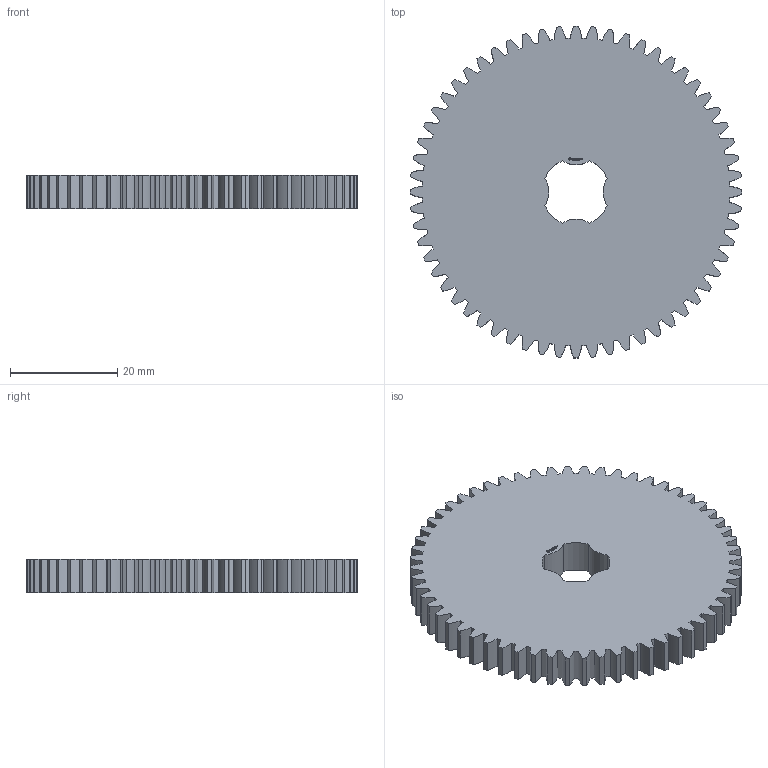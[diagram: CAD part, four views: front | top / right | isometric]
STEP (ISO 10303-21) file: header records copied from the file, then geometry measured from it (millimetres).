
FILE_DESCRIPTION(('FreeCAD Model'),'2;1');
FILE_NAME('Open CASCADE Shape Model','2024-03-10T19:54:09',(''),(''), 'Open CASCADE STEP processor 7.6','FreeCAD','Unknown');
FILE_SCHEMA(('AUTOMOTIVE_DESIGN { 1 0 10303 214 1 1 1 1 }'));
Products named in the file (1): Gear Wheel PLN TTH60 BU00.50 SFT-SHD - SPN-GWH-0218 (stemfie.org)
Bounding box: 61.99 x 61.99 x 6.25 mm (x, y, z)
Volume: 16896.4 mm3; surface area: 8042.5 mm2
Topology: 1 solids, 1 shells, 715 faces, 2046 edges, 1364 vertices
Faces by surface type: extrusion 386, plane 321, cylinder 8
Entity records: 66070 total; most frequent: CARTESIAN_POINT 22888, DIRECTION 5656, VECTOR 4948, LINE 4562, ORIENTED_EDGE 4092, PCURVE 4092, DEFINITIONAL_REPRESENTATION 4092, EDGE_CURVE 2046
